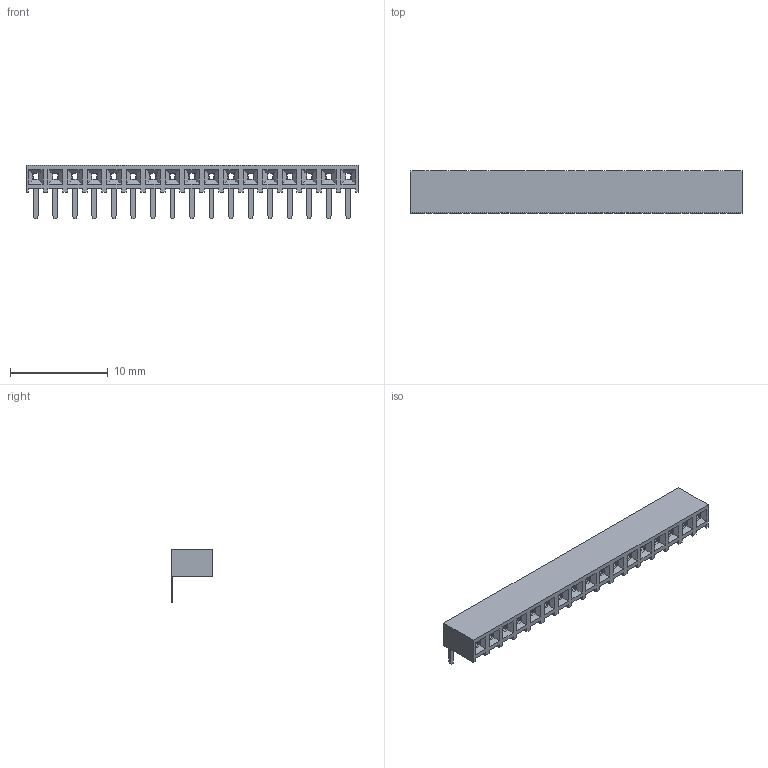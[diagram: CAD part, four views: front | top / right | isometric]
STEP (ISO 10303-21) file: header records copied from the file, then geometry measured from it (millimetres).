
FILE_DESCRIPTION(('STEP AP214'), '1');
FILE_NAME('PBS2-R', '', ('UNSPECIFIED'), ('UNSPECIFIED'), 'ASCON STEP Converter 1.6', 'ASCON Math Kernel', '');
FILE_SCHEMA(('AUTOMOTIVE_DESIGN { 1 0 10303 214 3 1 1}'));
Length unit declared in the file: millimetre
Bounding box: 34 x 4.3 x 5.5 mm (x, y, z)
Volume: 251.8 mm3; surface area: 1417.8 mm2
Topology: 18 solids, 18 shells, 1230 faces, 3378 edges, 2184 vertices
Faces by surface type: plane 992, cylinder 238
Entity records: 48456 total; most frequent: CARTESIAN_POINT 6793, ORIENTED_EDGE 6756, DIRECTION 6316, EDGE_CURVE 3378, LINE 2902, VECTOR 2902, VERTEX_POINT 2184, AXIS2_PLACEMENT_3D 1707
